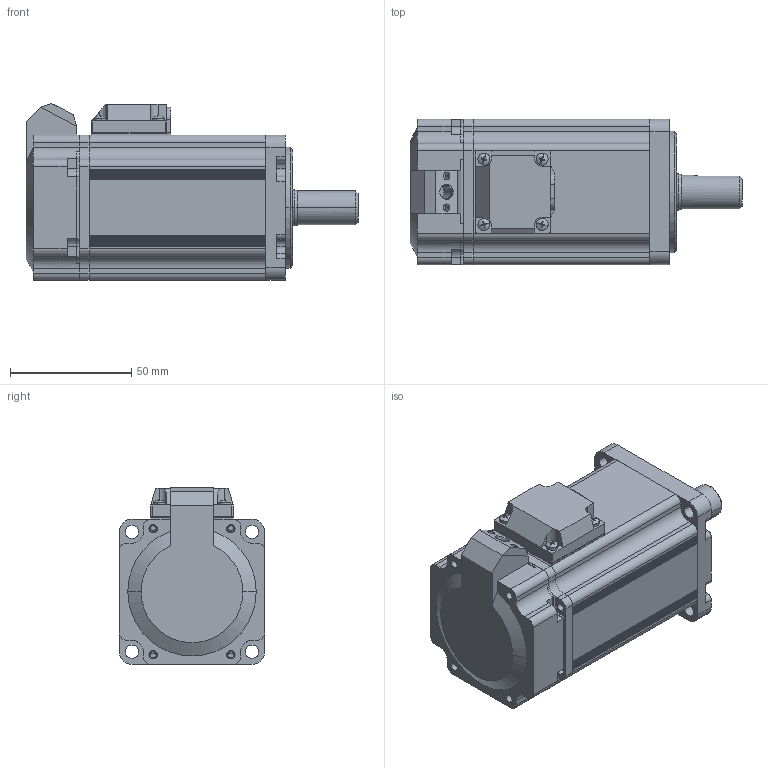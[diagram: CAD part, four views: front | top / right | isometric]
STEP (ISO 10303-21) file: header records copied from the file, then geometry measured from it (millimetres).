
FILE_DESCRIPTION (( 'STEP AP214' ), '1' );
FILE_NAME ('MS6S-60C30B2-20P4.STEP', '2020-08-13T07:08:16', ( '' ), ( '' ), 'SwSTEP 2.0', 'SolidWorks 2016', '' );
FILE_SCHEMA (( 'AUTOMOTIVE_DESIGN' ));
Length unit declared in the file: millimetre
Products named in the file (1): MS6S-60C30B2-20P4
Bounding box: 137 x 60 x 73 mm (x, y, z)
Surface area: 44140.2 mm2 (no closed solid volume)
Topology: 0 solids, 15 shells, 453 faces, 1486 edges, 1038 vertices
Faces by surface type: cylinder 256, plane 176, cone 11, sphere 8, bspline 2
Entity records: 21633 total; most frequent: CARTESIAN_POINT 3102, DIRECTION 3099, ORIENTED_EDGE 2498, EDGE_CURVE 1486, AXIS2_PLACEMENT_3D 1177, VERTEX_POINT 1038, VECTOR 745, LINE 745
